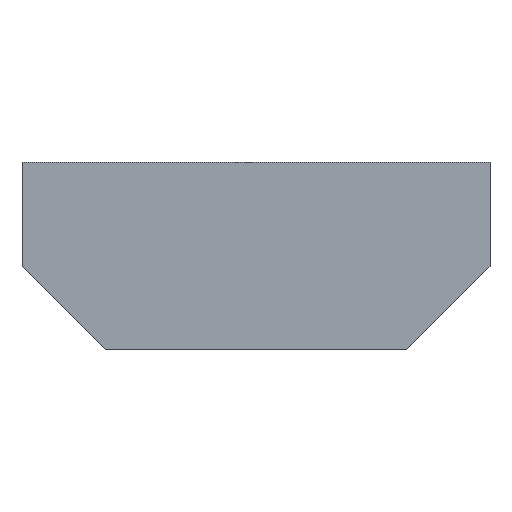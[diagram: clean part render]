
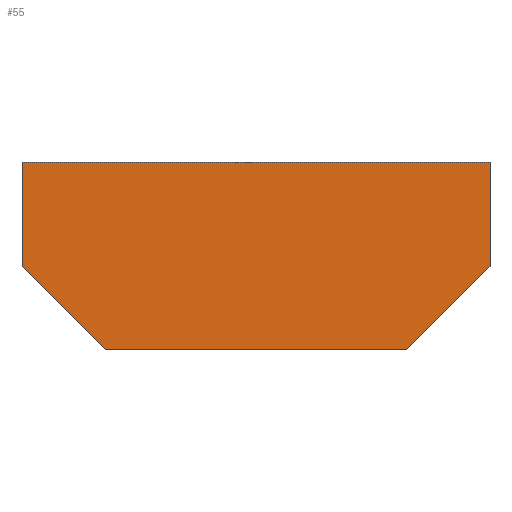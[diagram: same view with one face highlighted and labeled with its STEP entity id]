
A CAD part, front view. The second image highlights one B-rep face of the part: STEP entity #55.
In plain terms, the highlighted planar face has unit normal (0, -1, 0).
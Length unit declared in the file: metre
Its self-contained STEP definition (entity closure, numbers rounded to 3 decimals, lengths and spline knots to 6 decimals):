
#55 = ADVANCED_FACE( '', ( #85 ), #86, .T. );
#85 = FACE_OUTER_BOUND( '', #128, .T. );
#86 = PLANE( '', #129 );
#128 = EDGE_LOOP( '', ( #222, #223, #224, #225, #226, #227 ) );
#129 = AXIS2_PLACEMENT_3D( '', #228, #229, #230 );
#222 = ORIENTED_EDGE( '', *, *, #313, .F. );
#223 = ORIENTED_EDGE( '', *, *, #305, .F. );
#224 = ORIENTED_EDGE( '', *, *, #299, .F. );
#225 = ORIENTED_EDGE( '', *, *, #312, .T. );
#226 = ORIENTED_EDGE( '', *, *, #289, .F. );
#227 = ORIENTED_EDGE( '', *, *, #314, .F. );
#228 = CARTESIAN_POINT( '', ( 0., -0.04, -0.0008 ) );
#229 = DIRECTION( '', ( 0., -1., 0. ) );
#230 = DIRECTION( '', ( 1., 0., 0. ) );
#289 = EDGE_CURVE( '', #335, #337, #338, .T. );
#299 = EDGE_CURVE( '', #355, #357, #358, .T. );
#305 = EDGE_CURVE( '', #357, #367, #368, .T. );
#312 = EDGE_CURVE( '', #355, #337, #376, .T. );
#313 = EDGE_CURVE( '', #367, #377, #378, .T. );
#314 = EDGE_CURVE( '', #377, #335, #379, .T. );
#335 = VERTEX_POINT( '', #408 );
#337 = VERTEX_POINT( '', #411 );
#338 = LINE( '', #412, #413 );
#355 = VERTEX_POINT( '', #434 );
#357 = VERTEX_POINT( '', #437 );
#358 = LINE( '', #438, #439 );
#367 = VERTEX_POINT( '', #452 );
#368 = LINE( '', #453, #454 );
#376 = LINE( '', #468, #469 );
#377 = VERTEX_POINT( '', #470 );
#378 = LINE( '', #471, #472 );
#379 = LINE( '', #473, #474 );
#408 = CARTESIAN_POINT( '', ( -0.0029, -0.04, -0.0016 ) );
#411 = CARTESIAN_POINT( '', ( -0.0045, -0.04, 0. ) );
#412 = CARTESIAN_POINT( '', ( -0.003522, -0.04, -0.000978 ) );
#413 = VECTOR( '', #499, 1. );
#434 = CARTESIAN_POINT( '', ( -0.0045, -0.04, 0.002 ) );
#437 = CARTESIAN_POINT( '', ( 0.0045, -0.04, 0.002 ) );
#438 = CARTESIAN_POINT( '', ( 0.000657, -0.04, 0.002 ) );
#439 = VECTOR( '', #517, 1. );
#452 = CARTESIAN_POINT( '', ( 0.0045, -0.04, 0. ) );
#453 = CARTESIAN_POINT( '', ( 0.0045, -0.04, 0.002 ) );
#454 = VECTOR( '', #525, 1. );
#468 = CARTESIAN_POINT( '', ( -0.0045, -0.04, 0.002 ) );
#469 = VECTOR( '', #532, 1. );
#470 = CARTESIAN_POINT( '', ( 0.0029, -0.04, -0.0016 ) );
#471 = CARTESIAN_POINT( '', ( 0.003567, -0.04, -0.000933 ) );
#472 = VECTOR( '', #533, 1. );
#473 = CARTESIAN_POINT( '', ( 0.001163, -0.04, -0.0016 ) );
#474 = VECTOR( '', #534, 1. );
#499 = DIRECTION( '', ( -0.707, 0., 0.707 ) );
#517 = DIRECTION( '', ( 1., 0., 0. ) );
#525 = DIRECTION( '', ( 0., 0., -1. ) );
#532 = DIRECTION( '', ( 0., 0., -1. ) );
#533 = DIRECTION( '', ( -0.707, 0., -0.707 ) );
#534 = DIRECTION( '', ( -1., 0., 0. ) );
